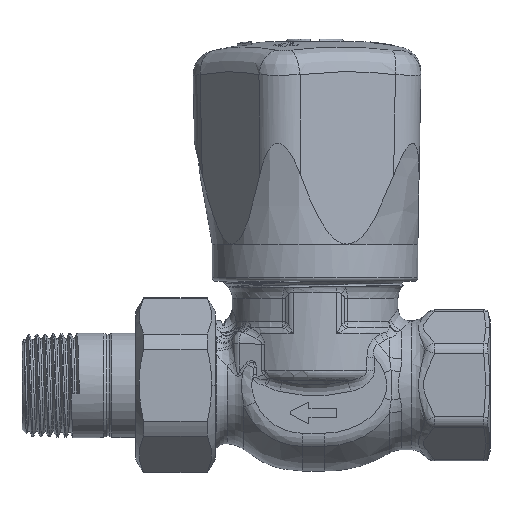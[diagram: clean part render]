
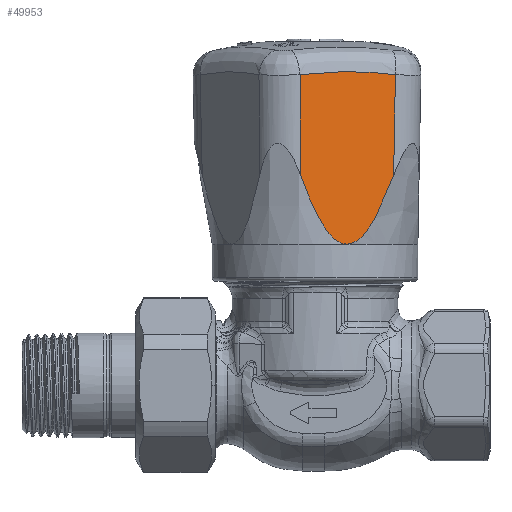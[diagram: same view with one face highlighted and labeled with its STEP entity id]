
A CAD part, top view. The second image highlights one B-rep face of the part: STEP entity #49953.
In plain terms, the highlighted planar face has unit normal (0.309, -0.018, 0.951).
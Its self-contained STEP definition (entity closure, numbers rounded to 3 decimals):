
#42780=DIRECTION('',(-0.007,1.,0.021));
#42781=VECTOR('',#42780,16.45);
#42782=CARTESIAN_POINT('',(-2.327,34.162,
18.573));
#42783=LINE('',#42782,#42781);
#42784=CARTESIAN_POINT('',(-2.327,34.162,
18.573));
#44720=CARTESIAN_POINT('',(12.8,34.162,13.658));
#44722=DIRECTION('',(0.017,1.,0.013));
#44723=VECTOR('',#44722,16.45);
#44724=CARTESIAN_POINT('',(12.8,34.162,13.658));
#44725=LINE('',#44724,#44723);
#44726=CARTESIAN_POINT('',(12.8,34.162,13.658));
#44727=CARTESIAN_POINT('',(12.585,33.573,13.717));
#44728=CARTESIAN_POINT('',(12.164,32.458,13.833));
#44729=CARTESIAN_POINT('',(11.569,30.987,14.));
#44730=CARTESIAN_POINT('',(11.002,29.688,14.16));
#44731=CARTESIAN_POINT('',(10.463,28.547,14.314));
#44732=CARTESIAN_POINT('',(9.949,27.549,14.463));
#44733=CARTESIAN_POINT('',(9.459,26.683,14.606));
#44734=CARTESIAN_POINT('',(8.992,25.936,14.744));
#44735=CARTESIAN_POINT('',(8.546,25.299,14.878));
#44736=CARTESIAN_POINT('',(8.121,24.761,15.006));
#44737=CARTESIAN_POINT('',(7.717,24.314,15.129));
#44738=CARTESIAN_POINT('',(7.335,23.949,15.246));
#44739=CARTESIAN_POINT('',(6.976,23.659,15.358));
#44740=CARTESIAN_POINT('',(6.639,23.435,15.463));
#44741=CARTESIAN_POINT('',(6.324,23.266,15.562));
#44742=CARTESIAN_POINT('',(6.022,23.142,15.658));
#44743=CARTESIAN_POINT('',(5.734,23.059,15.75));
#44744=CARTESIAN_POINT('',(5.454,23.011,15.84));
#44745=CARTESIAN_POINT('',(5.268,23.,15.9));
#44746=CARTESIAN_POINT('',(5.176,23.,15.93));
#44748=CARTESIAN_POINT('',(5.176,23.,15.93));
#44749=CARTESIAN_POINT('',(5.084,23.,15.96));
#44750=CARTESIAN_POINT('',(4.899,23.011,16.02));
#44751=CARTESIAN_POINT('',(4.62,23.059,16.112));
#44752=CARTESIAN_POINT('',(4.333,23.142,16.207));
#44753=CARTESIAN_POINT('',(4.035,23.264,16.306));
#44754=CARTESIAN_POINT('',(3.721,23.433,16.411));
#44755=CARTESIAN_POINT('',(3.388,23.656,16.523));
#44756=CARTESIAN_POINT('',(3.033,23.944,16.644));
#44757=CARTESIAN_POINT('',(2.656,24.306,16.773));
#44758=CARTESIAN_POINT('',(2.258,24.752,16.911));
#44759=CARTESIAN_POINT('',(1.839,25.288,17.056));
#44760=CARTESIAN_POINT('',(1.4,25.924,17.211));
#44761=CARTESIAN_POINT('',(0.94,26.67,
17.374));
#44762=CARTESIAN_POINT('',(0.459,27.536,
17.546));
#44763=CARTESIAN_POINT('',(-0.045,28.534,
17.728));
#44764=CARTESIAN_POINT('',(-0.573,29.676,
17.921));
#44765=CARTESIAN_POINT('',(-1.127,30.978,
18.125));
#44766=CARTESIAN_POINT('',(-1.708,32.453,
18.34));
#44767=CARTESIAN_POINT('',(-2.118,33.571,
18.494));
#44768=CARTESIAN_POINT('',(-2.327,34.162,
18.573));
#44792=CARTESIAN_POINT('',(-2.437,50.609,
18.91));
#44793=CARTESIAN_POINT('',(-1.577,50.715,
18.633));
#44794=CARTESIAN_POINT('',(0.144,50.891,
18.077));
#44795=CARTESIAN_POINT('',(2.734,51.051,17.238));
#44796=CARTESIAN_POINT('',(5.328,51.104,16.397));
#44797=CARTESIAN_POINT('',(7.92,51.051,15.553));
#44798=CARTESIAN_POINT('',(10.509,50.891,14.709));
#44799=CARTESIAN_POINT('',(12.228,50.715,14.147));
#44800=CARTESIAN_POINT('',(13.087,50.609,13.867));
#45368=VERTEX_POINT('',#42784);
#45370=VERTEX_POINT('',#44748);
#45380=VERTEX_POINT('',#44720);
#45383=VERTEX_POINT('',#44792);
#45384=VERTEX_POINT('',#44800);
#49940=CARTESIAN_POINT('',(-26.371,54.379,
26.756));
#49941=DIRECTION('',(-0.309,0.017,-0.951));
#49942=DIRECTION('',(-0.005,-1.,-0.017));
#49943=AXIS2_PLACEMENT_3D('',#49940,#49941,#49942);
#49944=PLANE('',#49943);
#49946=ORIENTED_EDGE('',*,*,#49945,.T.);
#49947=ORIENTED_EDGE('',*,*,#49935,.F.);
#49948=ORIENTED_EDGE('',*,*,#48097,.T.);
#49949=ORIENTED_EDGE('',*,*,#48095,.T.);
#49950=ORIENTED_EDGE('',*,*,#48131,.T.);
#49951=EDGE_LOOP('',(#49946,#49947,#49948,#49949,#49950));
#49952=FACE_OUTER_BOUND('',#49951,.F.);
#49953=ADVANCED_FACE('',(#49952),#49944,.F.);
#44747=B_SPLINE_CURVE_WITH_KNOTS('',3,(#44726,#44727,#44728,#44729,#44730,
#44731,#44732,#44733,#44734,#44735,#44736,#44737,#44738,#44739,#44740,#44741,
#44742,#44743,#44744,#44745,#44746),.UNSPECIFIED.,.F.,.F.,(4,1,1,1,1,1,1,1,1,1,
1,1,1,1,1,1,1,1,4),(0.,0.056,0.111,0.167,
0.222,0.278,0.333,0.389,
0.444,0.5,0.556,0.611,0.667,
0.722,0.778,0.833,0.889,
0.944,1.),.UNSPECIFIED.);
#44769=B_SPLINE_CURVE_WITH_KNOTS('',3,(#44748,#44749,#44750,#44751,#44752,
#44753,#44754,#44755,#44756,#44757,#44758,#44759,#44760,#44761,#44762,#44763,
#44764,#44765,#44766,#44767,#44768),.UNSPECIFIED.,.F.,.F.,(4,1,1,1,1,1,1,1,1,1,
1,1,1,1,1,1,1,1,4),(0.,0.056,0.111,0.167,
0.222,0.278,0.333,0.389,
0.444,0.5,0.556,0.611,0.667,
0.722,0.778,0.833,0.889,
0.944,1.),.UNSPECIFIED.);
#44801=B_SPLINE_CURVE_WITH_KNOTS('',3,(#44792,#44793,#44794,#44795,#44796,
#44797,#44798,#44799,#44800),.UNSPECIFIED.,.F.,.F.,(4,1,1,1,1,1,4),(0.,
0.167,0.333,0.5,0.667,0.833,
1.),.UNSPECIFIED.);
#48095=EDGE_CURVE('',#45370,#45368,#44769,.T.);
#48097=EDGE_CURVE('',#45380,#45370,#44747,.T.);
#48131=EDGE_CURVE('',#45368,#45383,#42783,.T.);
#49935=EDGE_CURVE('',#45380,#45384,#44725,.T.);
#49945=EDGE_CURVE('',#45383,#45384,#44801,.T.);
